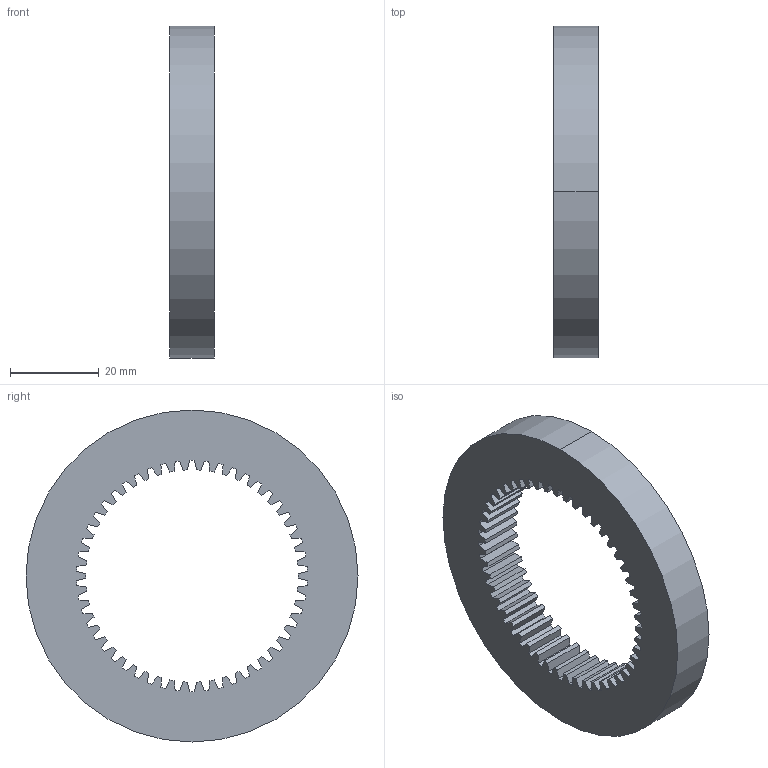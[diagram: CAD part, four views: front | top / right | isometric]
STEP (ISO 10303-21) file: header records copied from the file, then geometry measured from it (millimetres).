
FILE_DESCRIPTION( ( '' ), '1' );
FILE_NAME( 'artikel_nr___22445000.stp', '2007-11-06T14:22:42', ( '' ), ( '' ), ' ', ' ', ' ' );
FILE_SCHEMA( ( 'automotive_design' ) );
Length unit declared in the file: millimetre
Products named in the file (1): 1
Bounding box: 10 x 75 x 75 mm (x, y, z)
Volume: 24456.8 mm3; surface area: 10455.3 mm2
Topology: 1 solids, 1 shells, 204 faces, 606 edges, 404 vertices
Faces by surface type: cylinder 102, plane 102
Entity records: 13604 total; most frequent: DIRECTION 1220, STYLED_ITEM 1215, PRESENTATION_STYLE_ASSIGNMENT 1215, CARTESIAN_POINT 1215, COLOUR_RGB 1215, ORIENTED_EDGE 1212, EDGE_CURVE 606, CURVE_STYLE 606
